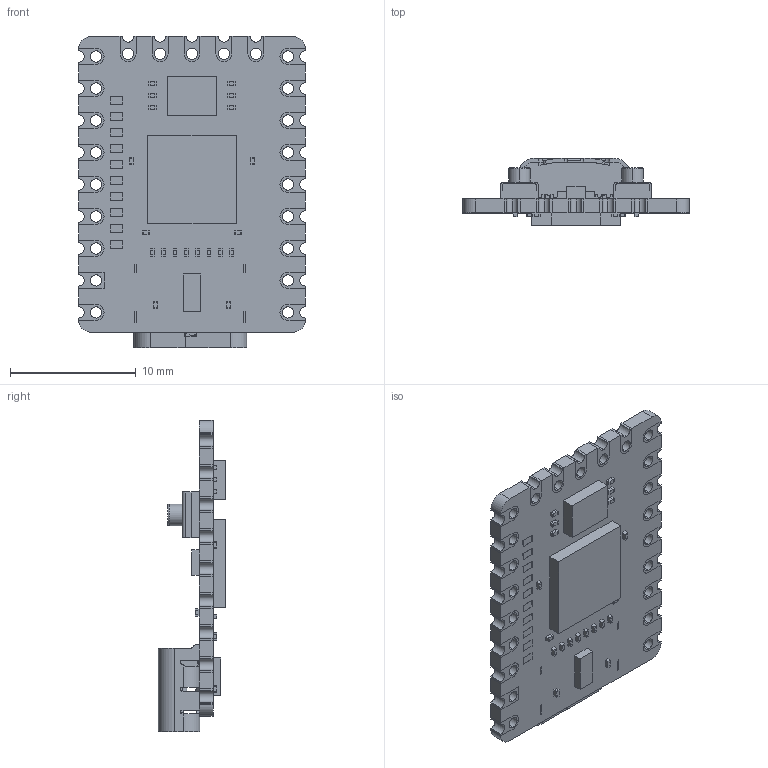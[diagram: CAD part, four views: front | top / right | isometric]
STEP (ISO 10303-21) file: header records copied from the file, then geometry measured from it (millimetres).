
FILE_DESCRIPTION (( 'STEP AP214' ), '1' );
FILE_NAME ('RP2040-ZERO.STEP', '2024-08-06T17:12:05', ( '' ), ( '' ), 'SwSTEP 2.0', 'SolidWorks 2021', '' );
FILE_SCHEMA (( 'AUTOMOTIVE_DESIGN' ));
Length unit declared in the file: millimetre
Products named in the file (1): RP2040-ZERO
Bounding box: 18 x 5.35 x 24.7 mm (x, y, z)
Volume: 649.7 mm3; surface area: 2131.6 mm2
Topology: 173 solids, 173 shells, 2313 faces, 5750 edges, 3786 vertices
Faces by surface type: plane 1901, cylinder 374, cone 20, bspline 14, torus 4
Entity records: 69936 total; most frequent: CARTESIAN_POINT 12208, ORIENTED_EDGE 11500, DIRECTION 11098, EDGE_CURVE 5750, VECTOR 4918, LINE 4918, VERTEX_POINT 3786, AXIS2_PLACEMENT_3D 3090
